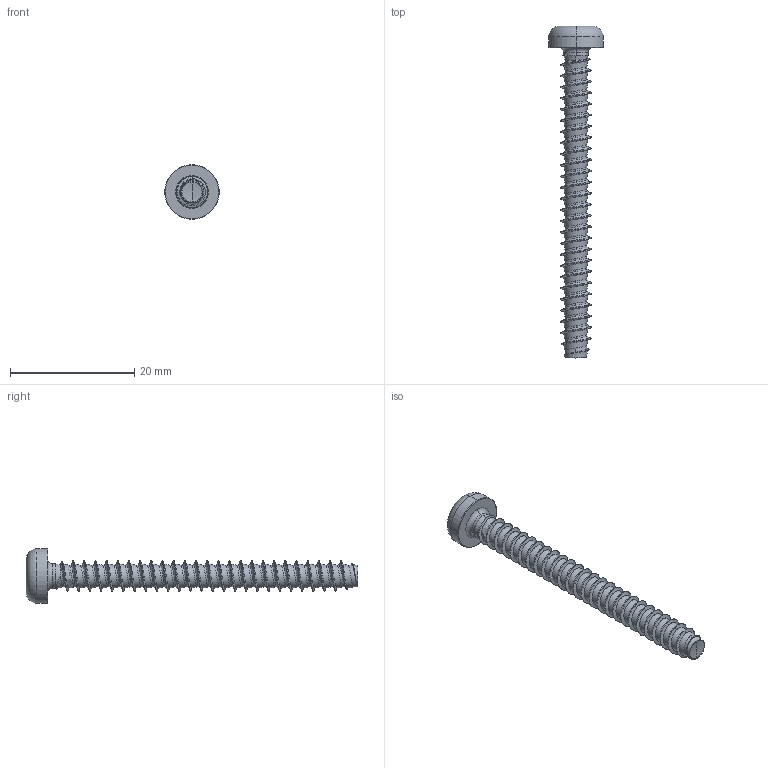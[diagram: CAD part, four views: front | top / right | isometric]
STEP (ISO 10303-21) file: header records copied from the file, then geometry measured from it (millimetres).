
FILE_DESCRIPTION (( 'STEP AP203' ), '1' );
FILE_NAME ('STP390500500.STEP', '2017-08-15T19:54:32', ( '' ), ( '' ), 'SwSTEP 2.0', 'SolidWorks 2015', '' );
FILE_SCHEMA (( 'CONFIG_CONTROL_DESIGN' ));
Products named in the file (1): STP390500500
Bounding box: 8.8 x 53.49 x 8.8 mm (x, y, z)
Volume: 748.5 mm3; surface area: 1146.4 mm2
Topology: 1 solids, 1 shells, 135 faces, 352 edges, 219 vertices
Faces by surface type: cylinder 78, bspline 35, cone 10, torus 6, sphere 4, plane 2
Entity records: 38238 total; most frequent: CARTESIAN_POINT 35403, ORIENTED_EDGE 700, DIRECTION 416, EDGE_CURVE 350, VERTEX_POINT 219, AXIS2_PLACEMENT_3D 162, B_SPLINE_CURVE_WITH_KNOTS 143, EDGE_LOOP 137
